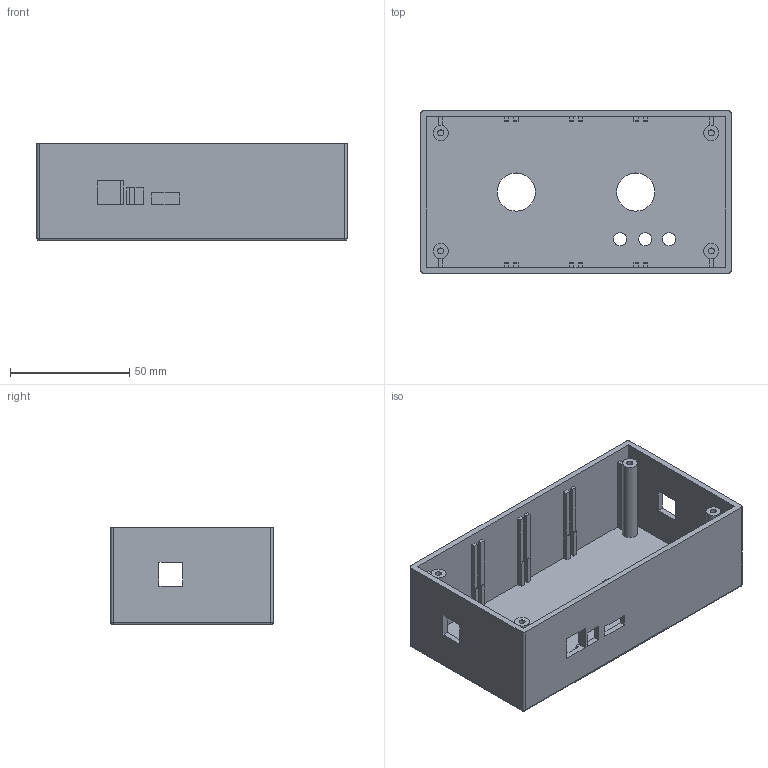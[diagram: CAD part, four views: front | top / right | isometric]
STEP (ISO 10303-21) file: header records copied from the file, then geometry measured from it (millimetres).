
FILE_DESCRIPTION (( 'STEP AP214' ), '1' );
FILE_NAME ('G1022B_BOX.STEP', '2014-12-24T15:27:47', ( 'Windows User' ), ( '' ), 'SwSTEP 2.0', 'SolidWorks 2015', '' );
FILE_SCHEMA (( 'AUTOMOTIVE_DESIGN' ));
Length unit declared in the file: millimetre
Products named in the file (1): G1022B_BOX
Bounding box: 130 x 68 x 41 mm (x, y, z)
Volume: 57613.1 mm3; surface area: 53255.1 mm2
Topology: 1 solids, 1 shells, 165 faces, 472 edges, 308 vertices
Faces by surface type: plane 127, cylinder 34, sphere 4
Entity records: 5519 total; most frequent: CARTESIAN_POINT 942, ORIENTED_EDGE 936, DIRECTION 876, EDGE_CURVE 468, LINE 392, VECTOR 392, VERTEX_POINT 308, AXIS2_PLACEMENT_3D 242
